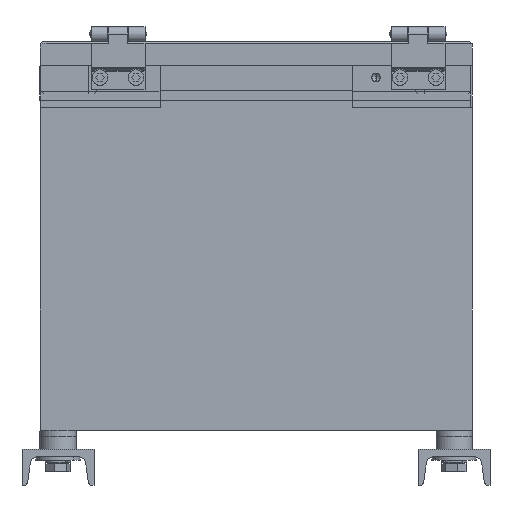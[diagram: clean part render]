
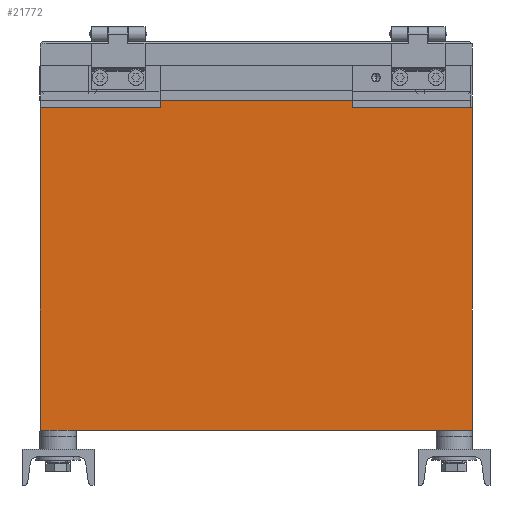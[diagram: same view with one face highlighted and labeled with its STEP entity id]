
A CAD part, front view. The second image highlights one B-rep face of the part: STEP entity #21772.
In plain terms, the highlighted face is planar.
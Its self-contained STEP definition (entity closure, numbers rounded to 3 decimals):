
#4923 = AXIS2_PLACEMENT_3D ( 'NONE', #11679, #11688, #11689 ) ;
#7923 = ORIENTED_EDGE ( 'NONE', *, *, #8440, .F. ) ;
#7924 = ORIENTED_EDGE ( 'NONE', *, *, #8441, .F. ) ;
#7925 = ORIENTED_EDGE ( 'NONE', *, *, #8433, .F. ) ;
#7927 = ORIENTED_EDGE ( 'NONE', *, *, #8442, .F. ) ;
#7929 = ORIENTED_EDGE ( 'NONE', *, *, #8443, .F. ) ;
#7931 = ORIENTED_EDGE ( 'NONE', *, *, #8444, .T. ) ;
#7932 = ORIENTED_EDGE ( 'NONE', *, *, #8424, .T. ) ;
#7933 = ORIENTED_EDGE ( 'NONE', *, *, #8439, .F. ) ;
#8424 = EDGE_CURVE ( 'NONE', #20404, #20401, #14548, .T. ) ;
#8433 = EDGE_CURVE ( 'NONE', #20410, #20406, #14566, .T. ) ;
#8439 = EDGE_CURVE ( 'NONE', #20403, #20401, #14572, .T. ) ;
#8440 = EDGE_CURVE ( 'NONE', #20415, #20403, #14582, .T. ) ;
#8441 = EDGE_CURVE ( 'NONE', #20406, #20415, #14584, .T. ) ;
#8442 = EDGE_CURVE ( 'NONE', #20418, #20410, #14586, .T. ) ;
#8443 = EDGE_CURVE ( 'NONE', #20419, #20418, #14588, .T. ) ;
#8444 = EDGE_CURVE ( 'NONE', #20419, #20404, #14580, .T. ) ;
#9452 = EDGE_LOOP ( 'NONE', ( #7923, #7924, #7925, #7927, #7929, #7931, #7932, #7933 ) ) ;
#11679 = CARTESIAN_POINT ( 'NONE',  ( -180., 240., 304. ) ) ;
#11686 = PLANE ( 'NONE',  #4923 ) ;
#11688 = DIRECTION ( 'NONE',  ( 0., -1., 0. ) ) ;
#11689 = DIRECTION ( 'NONE',  ( 0., 0., -1. ) ) ;
#14548 = LINE ( 'NONE', #19558, #14553 ) ;
#14553 = VECTOR ( 'NONE', #19570, 1000. ) ;
#14566 = LINE ( 'NONE', #19602, #14571 ) ;
#14571 = VECTOR ( 'NONE', #19595, 1000. ) ;
#14572 = LINE ( 'NONE', #19596, #14583 ) ;
#14580 = LINE ( 'NONE', #19593, #14593 ) ;
#14582 = LINE ( 'NONE', #19690, #14585 ) ;
#14583 = VECTOR ( 'NONE', #19682, 1000. ) ;
#14584 = LINE ( 'NONE', #19688, #14587 ) ;
#14585 = VECTOR ( 'NONE', #19689, 1000. ) ;
#14586 = LINE ( 'NONE', #19669, #14589 ) ;
#14587 = VECTOR ( 'NONE', #19668, 1000. ) ;
#14588 = LINE ( 'NONE', #19665, #14591 ) ;
#14589 = VECTOR ( 'NONE', #19667, 1000. ) ;
#14591 = VECTOR ( 'NONE', #19663, 1000. ) ;
#14593 = VECTOR ( 'NONE', #19664, 1000. ) ;
#19558 = CARTESIAN_POINT ( 'NONE',  ( -180., 240., 0. ) ) ;
#19570 = DIRECTION ( 'NONE',  ( -1., 0., 0. ) ) ;
#19593 = CARTESIAN_POINT ( 'NONE',  ( 180., 240., 304. ) ) ;
#19595 = DIRECTION ( 'NONE',  ( -1., 0., 0. ) ) ;
#19596 = CARTESIAN_POINT ( 'NONE',  ( -180., 240., 304. ) ) ;
#19602 = CARTESIAN_POINT ( 'NONE',  ( -139., 240., 275. ) ) ;
#19663 = DIRECTION ( 'NONE',  ( -1., 0., 0. ) ) ;
#19664 = DIRECTION ( 'NONE',  ( 0., 0., -1. ) ) ;
#19665 = CARTESIAN_POINT ( 'NONE',  ( 180., 240., 269. ) ) ;
#19667 = DIRECTION ( 'NONE',  ( 0., 0., 1. ) ) ;
#19668 = DIRECTION ( 'NONE',  ( 0., 0., -1. ) ) ;
#19669 = CARTESIAN_POINT ( 'NONE',  ( 80., 240., 304. ) ) ;
#19682 = DIRECTION ( 'NONE',  ( 0., 0., -1. ) ) ;
#19688 = CARTESIAN_POINT ( 'NONE',  ( -80., 240., 304. ) ) ;
#19689 = DIRECTION ( 'NONE',  ( -1., 0., 0. ) ) ;
#19690 = CARTESIAN_POINT ( 'NONE',  ( -179., 240., 269. ) ) ;
#20401 = VERTEX_POINT ( 'NONE', #28513 ) ;
#20403 = VERTEX_POINT ( 'NONE', #28515 ) ;
#20404 = VERTEX_POINT ( 'NONE', #28516 ) ;
#20406 = VERTEX_POINT ( 'NONE', #28518 ) ;
#20410 = VERTEX_POINT ( 'NONE', #28522 ) ;
#20415 = VERTEX_POINT ( 'NONE', #28527 ) ;
#20418 = VERTEX_POINT ( 'NONE', #28530 ) ;
#20419 = VERTEX_POINT ( 'NONE', #28531 ) ;
#21772 = ADVANCED_FACE ( 'NONE', ( #22553 ), #11686, .F. ) ;
#22553 = FACE_OUTER_BOUND ( 'NONE', #9452, .T. ) ;
#28513 = CARTESIAN_POINT ( 'NONE',  ( -180., 240., 0. ) ) ;
#28515 = CARTESIAN_POINT ( 'NONE',  ( -180., 240., 269. ) ) ;
#28516 = CARTESIAN_POINT ( 'NONE',  ( 180., 240., 0. ) ) ;
#28518 = CARTESIAN_POINT ( 'NONE',  ( -80., 240., 275. ) ) ;
#28522 = CARTESIAN_POINT ( 'NONE',  ( 80., 240., 275. ) ) ;
#28527 = CARTESIAN_POINT ( 'NONE',  ( -80., 240., 269. ) ) ;
#28530 = CARTESIAN_POINT ( 'NONE',  ( 80., 240., 269. ) ) ;
#28531 = CARTESIAN_POINT ( 'NONE',  ( 180., 240., 269. ) ) ;
